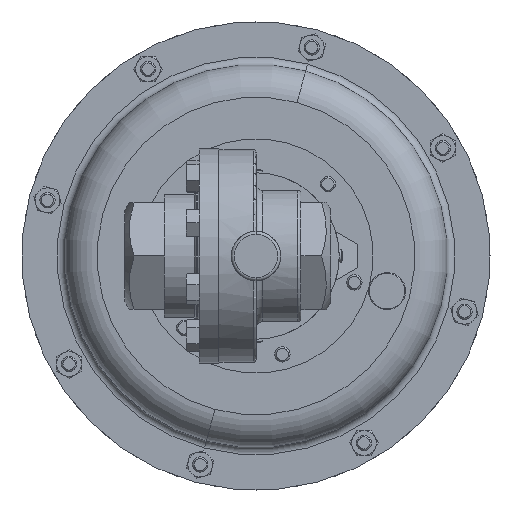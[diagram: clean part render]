
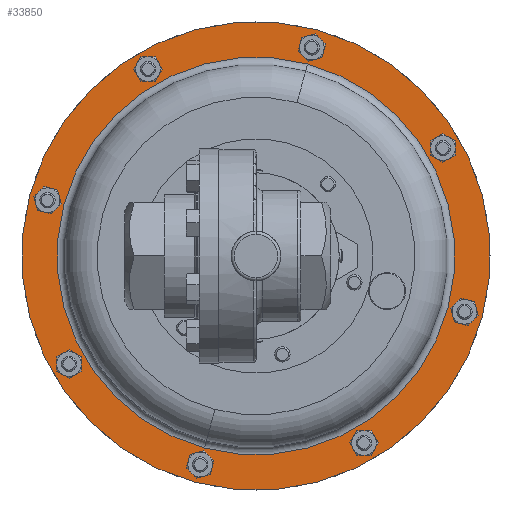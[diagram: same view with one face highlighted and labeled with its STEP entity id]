
A CAD part, front view. The second image highlights one B-rep face of the part: STEP entity #33850.
In plain terms, the highlighted planar face has unit normal (0, -1, 0).
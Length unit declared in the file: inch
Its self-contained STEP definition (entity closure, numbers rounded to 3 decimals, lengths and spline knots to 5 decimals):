
#1053 = ORIENTED_EDGE ( 'NONE', *, *, #14801, .F. ) ;
#1085 = CARTESIAN_POINT ( 'NONE',  ( 1.52663, 10.93332, 4.03194 ) ) ;
#1188 = DIRECTION ( 'NONE',  ( 0.259, 0., 0.966 ) ) ;
#2306 = DIRECTION ( 'NONE',  ( -0.259, 0., -0.966 ) ) ;
#2517 = CIRCLE ( 'NONE', #10942, 4.75 ) ;
#3502 = CARTESIAN_POINT ( 'NONE',  ( 1.52663, 10.93332, 4.03194 ) ) ;
#3719 = DIRECTION ( 'NONE',  ( 0.259, 0., 0.966 ) ) ;
#3764 = AXIS2_PLACEMENT_3D ( 'NONE', #13414, #32042, #16110 ) ;
#6155 = DIRECTION ( 'NONE',  ( 0.259, 0., 0.966 ) ) ;
#8252 = CARTESIAN_POINT ( 'NONE',  ( 2.75602, 10.93332, 8.62009 ) ) ;
#9047 = FACE_BOUND ( 'NONE', #34340, .T. ) ;
#9243 = AXIS2_PLACEMENT_3D ( 'NONE', #33154, #17251, #1188 ) ;
#10942 = AXIS2_PLACEMENT_3D ( 'NONE', #3502, #22233, #6155 ) ;
#11596 = FACE_OUTER_BOUND ( 'NONE', #21416, .T. ) ;
#12963 = PLANE ( 'NONE',  #22317 ) ;
#13414 = CARTESIAN_POINT ( 'NONE',  ( 1.52663, 10.93332, 4.03194 ) ) ;
#13643 = ORIENTED_EDGE ( 'NONE', *, *, #21984, .T. ) ;
#14801 = EDGE_CURVE ( 'NONE', #21574, #32804, #2517, .T. ) ;
#15668 = CARTESIAN_POINT ( 'NONE',  ( 6.11478, 10.93332, 2.80255 ) ) ;
#16110 = DIRECTION ( 'NONE',  ( 0.259, 0., 0.966 ) ) ;
#16704 = VERTEX_POINT ( 'NONE', #24953 ) ;
#17005 = EDGE_CURVE ( 'NONE', #22280, #16704, #21945, .T. ) ;
#17251 = DIRECTION ( 'NONE',  ( 0., 1., 0. ) ) ;
#18352 = DIRECTION ( 'NONE',  ( 0., -1., 0. ) ) ;
#18891 = CIRCLE ( 'NONE', #9243, 4.029 ) ;
#19803 = DIRECTION ( 'NONE',  ( 0., 1., 0. ) ) ;
#20392 = EDGE_CURVE ( 'NONE', #32804, #21574, #30924, .T. ) ;
#21416 = EDGE_LOOP ( 'NONE', ( #1053, #29254 ) ) ;
#21574 = VERTEX_POINT ( 'NONE', #8252 ) ;
#21799 = ORIENTED_EDGE ( 'NONE', *, *, #17005, .T. ) ;
#21945 = CIRCLE ( 'NONE', #3764, 4.029 ) ;
#21984 = EDGE_CURVE ( 'NONE', #16704, #22280, #18891, .T. ) ;
#22233 = DIRECTION ( 'NONE',  ( 0., 1., 0. ) ) ;
#22280 = VERTEX_POINT ( 'NONE', #28755 ) ;
#22317 = AXIS2_PLACEMENT_3D ( 'NONE', #15668, #18352, #2306 ) ;
#24953 = CARTESIAN_POINT ( 'NONE',  ( 2.56941, 10.93332, 7.92366 ) ) ;
#25768 = AXIS2_PLACEMENT_3D ( 'NONE', #1085, #19803, #3719 ) ;
#27805 = CARTESIAN_POINT ( 'NONE',  ( 0.29724, 10.93332, -0.55621 ) ) ;
#28755 = CARTESIAN_POINT ( 'NONE',  ( 0.48385, 10.93332, 0.14023 ) ) ;
#29254 = ORIENTED_EDGE ( 'NONE', *, *, #20392, .F. ) ;
#30924 = CIRCLE ( 'NONE', #25768, 4.75 ) ;
#32042 = DIRECTION ( 'NONE',  ( 0., 1., 0. ) ) ;
#32804 = VERTEX_POINT ( 'NONE', #27805 ) ;
#33154 = CARTESIAN_POINT ( 'NONE',  ( 1.52663, 10.93332, 4.03194 ) ) ;
#33850 = ADVANCED_FACE ( 'NONE', ( #9047, #11596 ), #12963, .T. ) ;
#34340 = EDGE_LOOP ( 'NONE', ( #13643, #21799 ) ) ;
